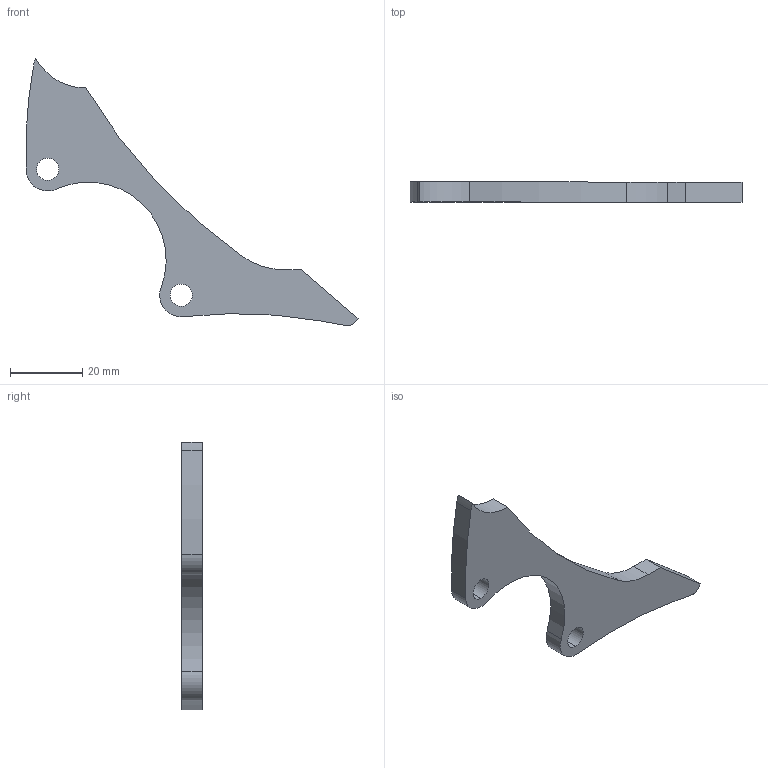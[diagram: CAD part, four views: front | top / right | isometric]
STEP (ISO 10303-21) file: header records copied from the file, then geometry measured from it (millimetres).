
FILE_DESCRIPTION (( 'STEP AP214' ), '1' );
FILE_NAME ('BK0041.STEP', '2018-06-05T22:02:51', ( 'Accounting' ), ( 'Microsoft' ), 'SwSTEP 2.0', 'SolidWorks 2018', '' );
FILE_SCHEMA (( 'AUTOMOTIVE_DESIGN' ));
Length unit declared in the file: inch
Products named in the file (1): BK0041
Bounding box: 92.22 x 5.59 x 74.37 mm (x, y, z)
Volume: 9158 mm3; surface area: 5032.2 mm2
Topology: 1 solids, 1 shells, 23 faces, 63 edges, 42 vertices
Faces by surface type: cylinder 17, plane 6
Entity records: 799 total; most frequent: DIRECTION 145, CARTESIAN_POINT 129, ORIENTED_EDGE 126, EDGE_CURVE 63, AXIS2_PLACEMENT_3D 58, VERTEX_POINT 42, CIRCLE 34, VECTOR 29
